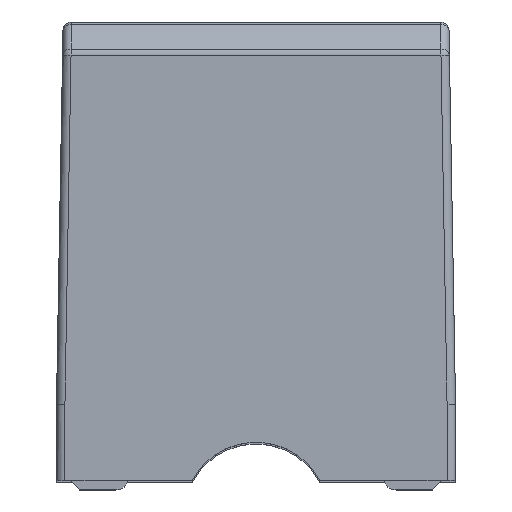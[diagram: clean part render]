
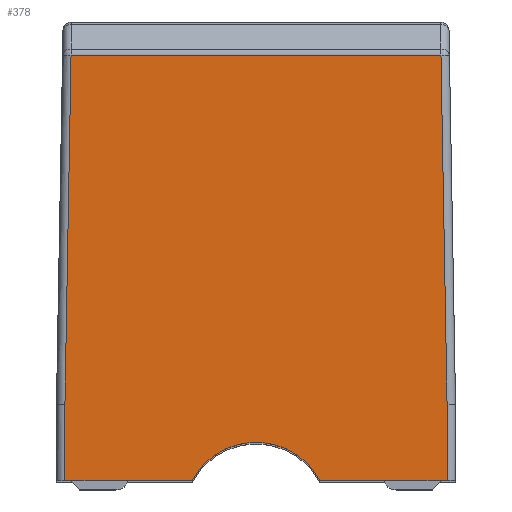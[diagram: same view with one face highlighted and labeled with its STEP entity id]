
A CAD part, top view. The second image highlights one B-rep face of the part: STEP entity #378.
In plain terms, the highlighted planar face has unit normal (0, 0, 1).
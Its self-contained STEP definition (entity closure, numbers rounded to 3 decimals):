
#378 = ADVANCED_FACE( '', ( #815 ), #816, .F. );
#815 = FACE_OUTER_BOUND( '', #1308, .T. );
#816 = PLANE( '', #1309 );
#1308 = EDGE_LOOP( '', ( #2423, #2424, #2425, #2426, #2427, #2428, #2429, #2430 ) );
#1309 = AXIS2_PLACEMENT_3D( '', #2431, #2432, #2433 );
#2423 = ORIENTED_EDGE( '', *, *, #3514, .T. );
#2424 = ORIENTED_EDGE( '', *, *, #3515, .F. );
#2425 = ORIENTED_EDGE( '', *, *, #3072, .T. );
#2426 = ORIENTED_EDGE( '', *, *, #3516, .T. );
#2427 = ORIENTED_EDGE( '', *, *, #3517, .T. );
#2428 = ORIENTED_EDGE( '', *, *, #3077, .F. );
#2429 = ORIENTED_EDGE( '', *, *, #3333, .T. );
#2430 = ORIENTED_EDGE( '', *, *, #3518, .T. );
#2431 = CARTESIAN_POINT( '', ( 9.4, -1.8, 24.6 ) );
#2432 = DIRECTION( '', ( 0., 0., -1. ) );
#2433 = DIRECTION( '', ( 1., 0., 0. ) );
#3072 = EDGE_CURVE( '', #3699, #3697, #3700, .T. );
#3077 = EDGE_CURVE( '', #3707, #3708, #3709, .T. );
#3333 = EDGE_CURVE( '', #3707, #4085, #4138, .T. );
#3514 = EDGE_CURVE( '', #4387, #4388, #4389, .T. );
#3515 = EDGE_CURVE( '', #3699, #4388, #4390, .T. );
#3516 = EDGE_CURVE( '', #3697, #4391, #4392, .T. );
#3517 = EDGE_CURVE( '', #4391, #3708, #4393, .T. );
#3518 = EDGE_CURVE( '', #4085, #4387, #4394, .T. );
#3697 = VERTEX_POINT( '', #4620 );
#3699 = VERTEX_POINT( '', #4623 );
#3700 = LINE( '', #4624, #4625 );
#3707 = VERTEX_POINT( '', #4634 );
#3708 = VERTEX_POINT( '', #4635 );
#3709 = LINE( '', #4636, #4637 );
#4085 = VERTEX_POINT( '', #5960 );
#4138 = LINE( '', #6200, #6201 );
#4387 = VERTEX_POINT( '', #7062 );
#4388 = VERTEX_POINT( '', #7063 );
#4389 = LINE( '', #7064, #7065 );
#4390 = LINE( '', #7066, #7067 );
#4391 = VERTEX_POINT( '', #7068 );
#4392 = CIRCLE( '', #7069, 1.7 );
#4393 = LINE( '', #7070, #7071 );
#4394 = LINE( '', #7072, #7073 );
#4620 = CARTESIAN_POINT( '', ( 3.2, 0., 24.6 ) );
#4623 = CARTESIAN_POINT( '', ( 0.2, 0., 24.6 ) );
#4624 = CARTESIAN_POINT( '', ( 107.855, 0., 24.6 ) );
#4625 = VECTOR( '', #7584, 1000. );
#4634 = CARTESIAN_POINT( '', ( 9.2, 1.8, 24.6 ) );
#4635 = CARTESIAN_POINT( '', ( 9.2, 0., 24.6 ) );
#4636 = CARTESIAN_POINT( '', ( 9.2, 9.7, 24.6 ) );
#4637 = VECTOR( '', #7590, 1000. );
#5960 = CARTESIAN_POINT( '', ( 9.057, 10.017, 24.6 ) );
#6200 = CARTESIAN_POINT( '', ( 9.062, 9.7, 24.6 ) );
#6201 = VECTOR( '', #7857, 1000. );
#7062 = CARTESIAN_POINT( '', ( 0.343, 10.017, 24.6 ) );
#7063 = CARTESIAN_POINT( '', ( 0.2, 1.8, 24.6 ) );
#7064 = CARTESIAN_POINT( '', ( 0.338, 9.7, 24.6 ) );
#7065 = VECTOR( '', #8017, 1000. );
#7066 = CARTESIAN_POINT( '', ( 0.2, 9.7, 24.6 ) );
#7067 = VECTOR( '', #8018, 1000. );
#7068 = CARTESIAN_POINT( '', ( 6.2, 0., 24.6 ) );
#7069 = AXIS2_PLACEMENT_3D( '', #8019, #8020, #8021 );
#7070 = CARTESIAN_POINT( '', ( 107.855, 0., 24.6 ) );
#7071 = VECTOR( '', #8022, 1000. );
#7072 = CARTESIAN_POINT( '', ( 8.29, 10.017, 24.6 ) );
#7073 = VECTOR( '', #8023, 1000. );
#7584 = DIRECTION( '', ( 1., 0., 0. ) );
#7590 = DIRECTION( '', ( 0., -1., 0. ) );
#7857 = DIRECTION( '', ( -0.017, 1., 0. ) );
#8017 = DIRECTION( '', ( -0.017, -1., 0. ) );
#8018 = DIRECTION( '', ( 0., 1., 0. ) );
#8019 = CARTESIAN_POINT( '', ( 4.7, -0.8, 24.6 ) );
#8020 = DIRECTION( '', ( 0., 0., -1. ) );
#8021 = DIRECTION( '', ( 1., 0., 0. ) );
#8022 = DIRECTION( '', ( 1., 0., 0. ) );
#8023 = DIRECTION( '', ( -1., 0., 0. ) );
